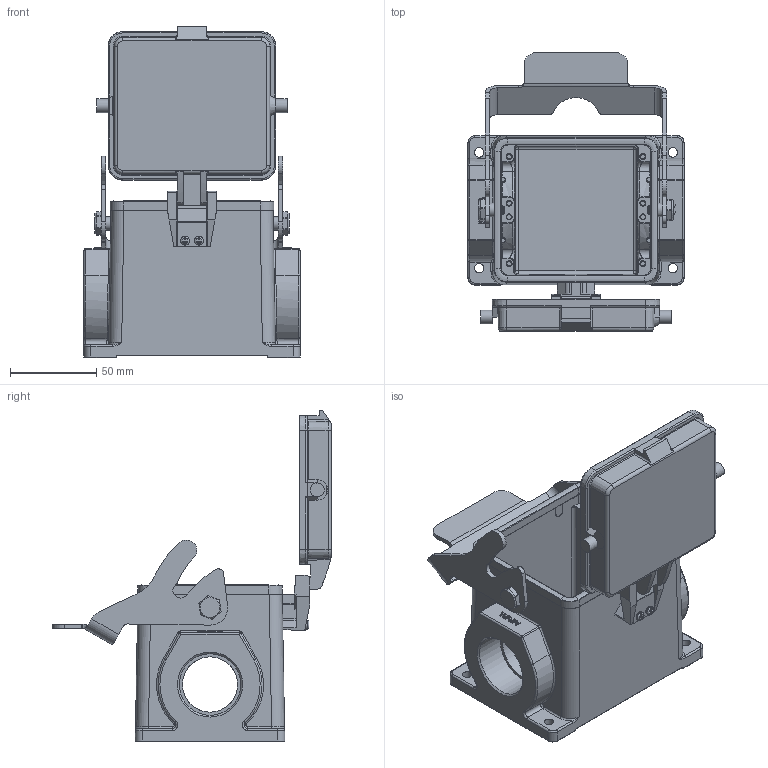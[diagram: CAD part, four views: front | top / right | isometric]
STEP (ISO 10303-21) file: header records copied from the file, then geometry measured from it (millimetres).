
FILE_DESCRIPTION(/* description */ (''),/* implementation_level */ '2;1');
FILE_NAME(/* name */ '3D_1240322651032_HV32B-SF-1L_S-CV-2PG29_V1.1.stp',/* time_stamp */ '2024-01-06T13:54:35+08:00',/* author */ (''),/* organization */ (''),/* preprocessor_version */ 'ST-DEVELOPER v18.1',/* originating_system */ 'SIEMENS PLM Software NX 1980',/* authorisation */ '');
FILE_SCHEMA (('AP203_CONFIGURATION_CONTROLLED_3D_DESIGN_OF_MECHANICAL_PARTS_AND_ASSEMBLIES_MIM_LF { 1 0 10303 403 2 1 2}'));
Products named in the file (1): _model1
Bounding box: 125 x 161.5 x 191.61 mm (x, y, z)
Surface area: 138659.3 mm2 (no closed solid volume)
Topology: 0 solids, 1 shells, 1126 faces, 2944 edges, 1838 vertices
Faces by surface type: cylinder 456, plane 410, bspline 120, torus 72, cone 44, sphere 24
Full cylindrical faces by diameter (mm): 3 x87, 3.5 x8, 4 x2, 4.8 x2, 4.9 x2, 5.2 x2, 5.5 x4, 5.838 x1, 7.9 x2, 8 x2, 8.1 x2, 32 x2, 35.6 x2
Entity records: 59356 total; most frequent: CARTESIAN_POINT 34721, ORIENTED_EDGE 5146, DIRECTION 5089, EDGE_CURVE 2573, AXIS2_PLACEMENT_3D 1899, VERTEX_POINT 1629, LINE 1291, VECTOR 1291
